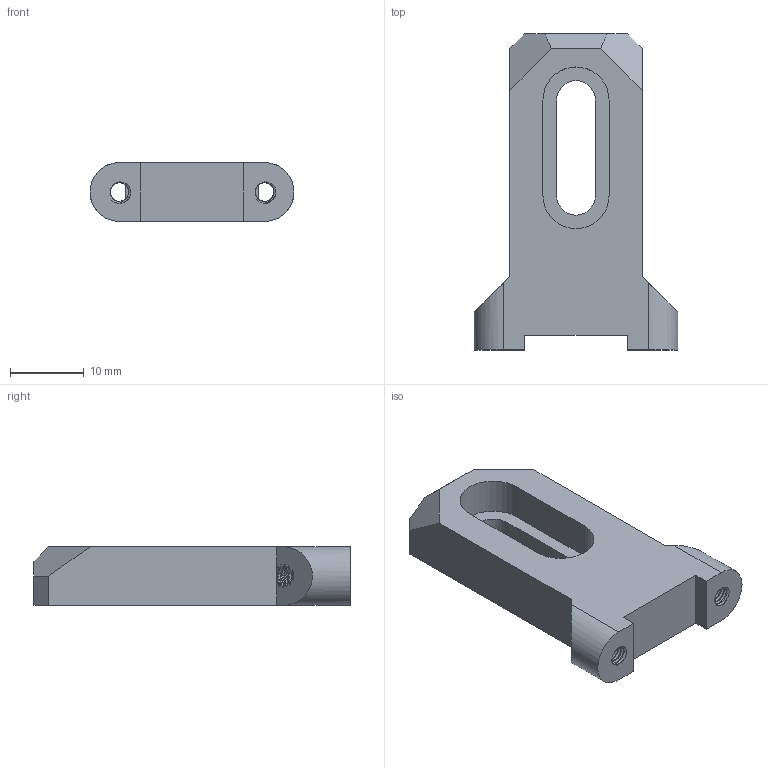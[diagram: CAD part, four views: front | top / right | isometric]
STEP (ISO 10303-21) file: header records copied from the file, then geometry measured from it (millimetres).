
FILE_DESCRIPTION(/* description */ (''),/* implementation_level */ '2;1');
FILE_NAME(/* name */ 'Y_max_endstop_RURon.step',/* time_stamp */ '2021-08-07T11:32:26+02:00',/* author */ (''),/* organization */ (''),/* preprocessor_version */ 'ST-DEVELOPER v18.1',/* originating_system */ 'Autodesk Translation Framework v10.9.0.1377',/* authorisation */ '');
FILE_SCHEMA (('AUTOMOTIVE_DESIGN { 1 0 10303 214 3 1 1 }'));
Length unit declared in the file: millimetre
Products named in the file (1): y_max_endstop_angled_endstop
Bounding box: 27.75 x 43 x 8 mm (x, y, z)
Volume: 5058.5 mm3; surface area: 3065.8 mm2
Topology: 1 solids, 1 shells, 135 faces, 398 edges, 264 vertices
Faces by surface type: cylinder 91, plane 24, bspline 20
Full cylindrical faces by diameter (mm): 2.529 x10, 3.086 x14
Entity records: 9190 total; most frequent: CARTESIAN_POINT 5965, ORIENTED_EDGE 796, DIRECTION 473, EDGE_CURVE 398, VERTEX_POINT 264, B_SPLINE_CURVE_WITH_KNOTS 212, AXIS2_PLACEMENT_3D 171, EDGE_LOOP 140
